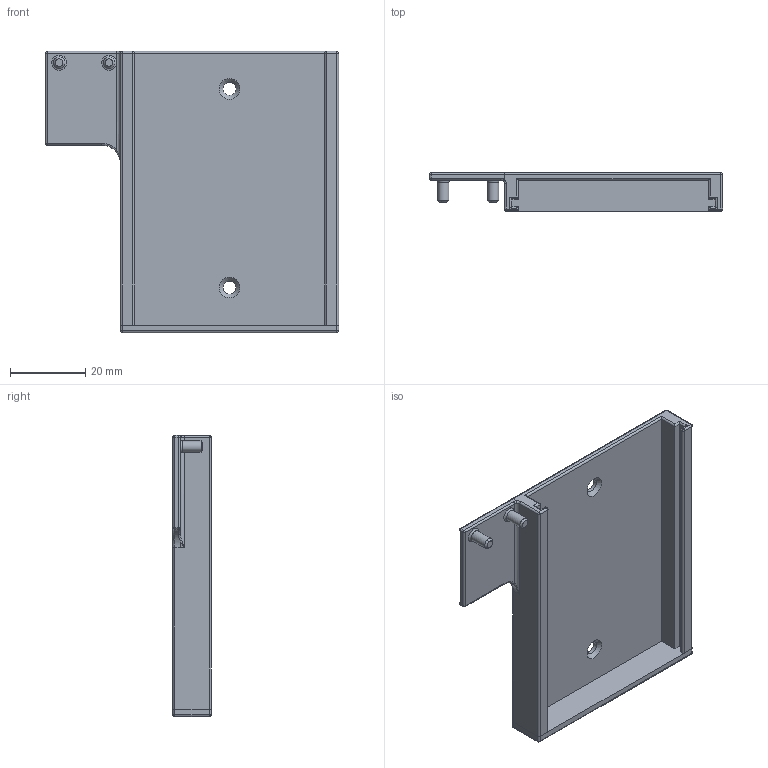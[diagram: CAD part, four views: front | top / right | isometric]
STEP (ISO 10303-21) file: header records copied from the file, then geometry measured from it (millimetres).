
FILE_DESCRIPTION(('FreeCAD Model'),'2;1');
FILE_NAME('Open CASCADE Shape Model','2023-12-15T13:49:58',(''),(''), 'Open CASCADE STEP processor 7.6','FreeCAD','Unknown');
FILE_SCHEMA(('AUTOMOTIVE_DESIGN { 1 0 10303 214 1 1 1 1 }'));
Length unit declared in the file: millimetre
Products named in the file (1): Body
Bounding box: 78.2 x 10.2 x 75 mm (x, y, z)
Volume: 14666.9 mm3; surface area: 14146.2 mm2
Topology: 1 solids, 1 shells, 101 faces, 232 edges, 120 vertices
Faces by surface type: cylinder 45, plane 30, sphere 13, torus 5, bspline 4, cone 4
Full cylindrical faces by diameter (mm): 3 x2, 3.5 x2
Entity records: 6738 total; most frequent: CARTESIAN_POINT 2213, DIRECTION 885, LINE 511, VECTOR 511, ORIENTED_EDGE 436, PCURVE 436, DEFINITIONAL_REPRESENTATION 436, EDGE_CURVE 218
